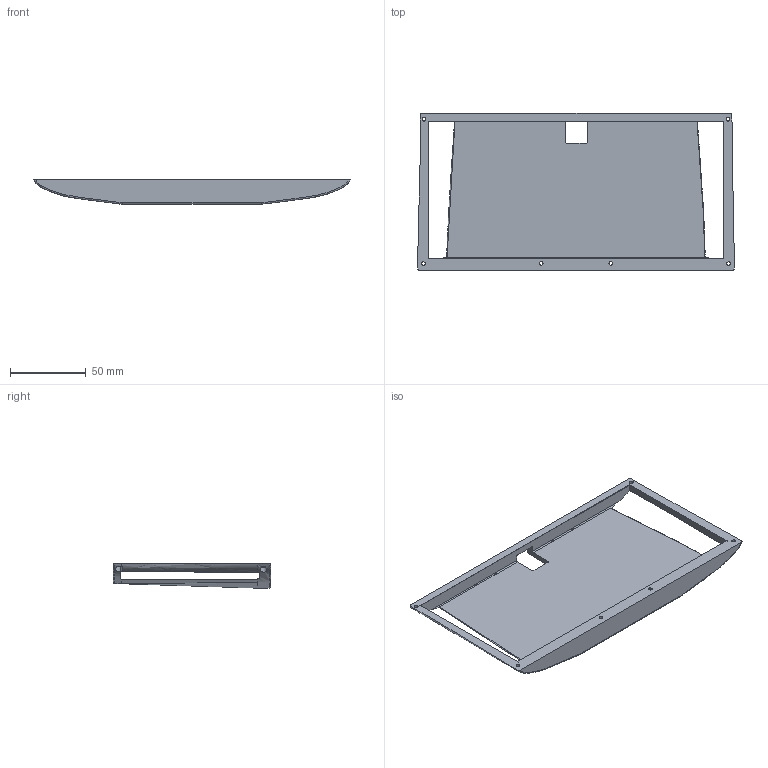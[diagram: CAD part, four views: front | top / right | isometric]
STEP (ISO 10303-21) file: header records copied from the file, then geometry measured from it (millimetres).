
FILE_DESCRIPTION(/* description */ (''),/* implementation_level */ '2;1');
FILE_NAME(/* name */ 'Willy Fluke case_base.step',/* time_stamp */ '2023-11-28T16:14:46-08:00',/* author */ (''),/* organization */ (''),/* preprocessor_version */ 'ST-DEVELOPER v20',/* originating_system */ 'Autodesk Translation Framework v12.14.0.127',/* authorisation */ '');
FILE_SCHEMA (('AUTOMOTIVE_DESIGN { 1 0 10303 214 3 1 1 }'));
Length unit declared in the file: millimetre
Products named in the file (2): Fluke; Base
Assembly tree (1 placements, depth 2):
  Fluke
    Base
Bounding box: 208.56 x 103.5 x 16 mm (x, y, z)
Volume: 90855.7 mm3; surface area: 48159.5 mm2
Topology: 1 solids, 1 shells, 87 faces, 237 edges, 153 vertices
Faces by surface type: plane 31, cylinder 28, bspline 28
Full cylindrical faces by diameter (mm): 2.4 x6, 3.2 x4, 4.5 x2, 6 x2
Entity records: 5509 total; most frequent: CARTESIAN_POINT 3468, ORIENTED_EDGE 470, DIRECTION 296, EDGE_CURVE 235, VERTEX_POINT 153, AXIS2_PLACEMENT_3D 112, EDGE_LOOP 108, B_SPLINE_CURVE_WITH_KNOTS 104
